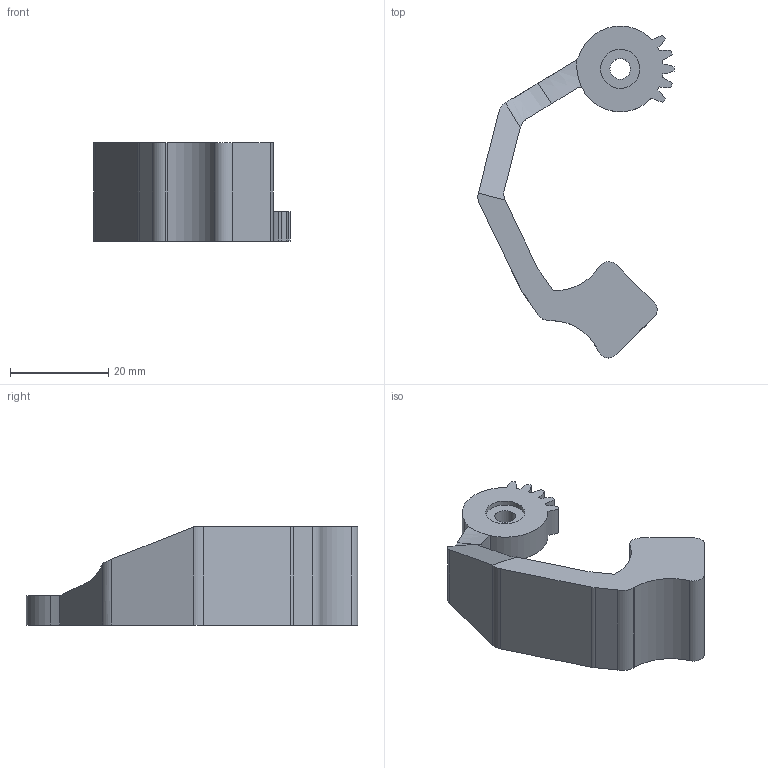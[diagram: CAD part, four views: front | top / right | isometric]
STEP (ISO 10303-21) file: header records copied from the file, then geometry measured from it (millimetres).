
FILE_DESCRIPTION(/* description */ (''),/* implementation_level */ '2;1');
FILE_NAME(/* name */ '',/* time_stamp */ '2025-01-18T17:00:40+03:00',/* author */ ('Phantom'),/* organization */ (''),/* preprocessor_version */ 'ST-DEVELOPER v20',/* originating_system */ 'Autodesk Inventor 2025',/* authorisation */ '');
FILE_SCHEMA (('AUTOMOTIVE_DESIGN { 1 0 10303 214 3 1 1 }'));
Length unit declared in the file: millimetre
Products named in the file (1): манипулятор 1
Bounding box: 40.05 x 67.71 x 20 mm (x, y, z)
Volume: 11038.4 mm3; surface area: 5111.7 mm2
Topology: 1 solids, 1 shells, 55 faces, 154 edges, 105 vertices
Faces by surface type: cylinder 37, plane 16, bspline 2
Full cylindrical faces by diameter (mm): 4.2 x1, 8 x1
Entity records: 1917 total; most frequent: CARTESIAN_POINT 397, DIRECTION 326, ORIENTED_EDGE 304, EDGE_CURVE 152, AXIS2_PLACEMENT_3D 128, VERTEX_POINT 100, CIRCLE 72, LINE 70
